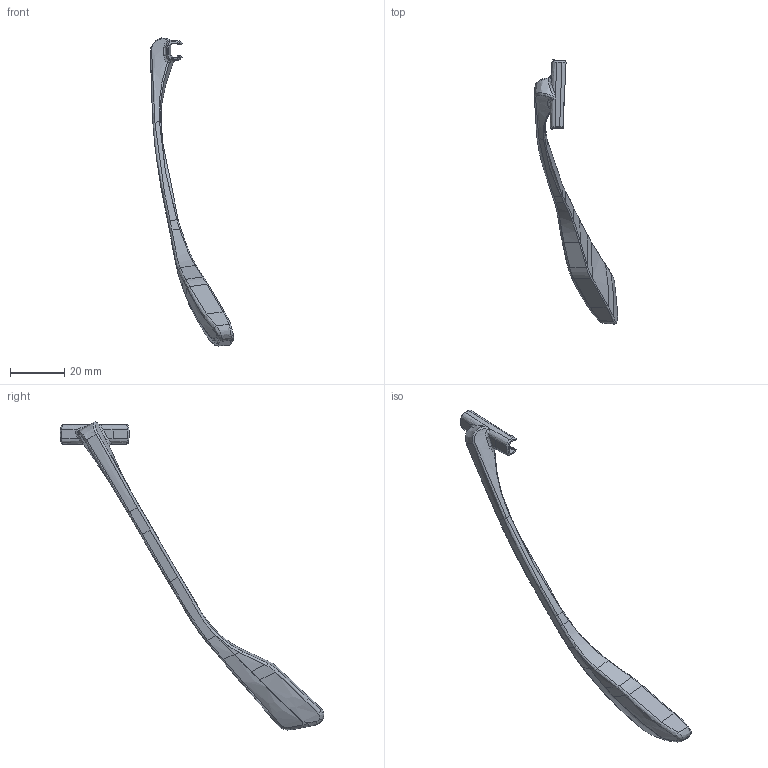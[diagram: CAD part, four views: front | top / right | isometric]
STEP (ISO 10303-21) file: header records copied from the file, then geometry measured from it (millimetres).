
FILE_DESCRIPTION(('CATIA V5 STEP Exchange'),'2;1');
FILE_NAME('FUN''IKI_MDK_ver_0.7\Deco_Sample_Joe90.stp','2015-04-11T19:10:46+00:00',('none'),('none'),'CATIA Version 5 Release 21 GA (IN-10)','CATIA V5 STEP AP203','none');
FILE_SCHEMA(('CONFIG_CONTROL_DESIGN'));
Length unit declared in the file: millimetre
Products named in the file (1): FUN'IKI_MDK_ver_0.7
Bounding box: 30.7 x 97.4 x 113.78 mm (x, y, z)
Volume: 6859.7 mm3; surface area: 4237.8 mm2
Topology: 1 solids, 1 shells, 167 faces, 415 edges, 245 vertices
Faces by surface type: bspline 154, cylinder 8, sphere 4, plane 1
Entity records: 10635 total; most frequent: CARTESIAN_POINT 8137, ORIENTED_EDGE 820, EDGE_CURVE 410, B_SPLINE_CURVE_WITH_KNOTS 299, VERTEX_POINT 245, ADVANCED_FACE 167, EDGE_LOOP 167, FACE_OUTER_BOUND 167
